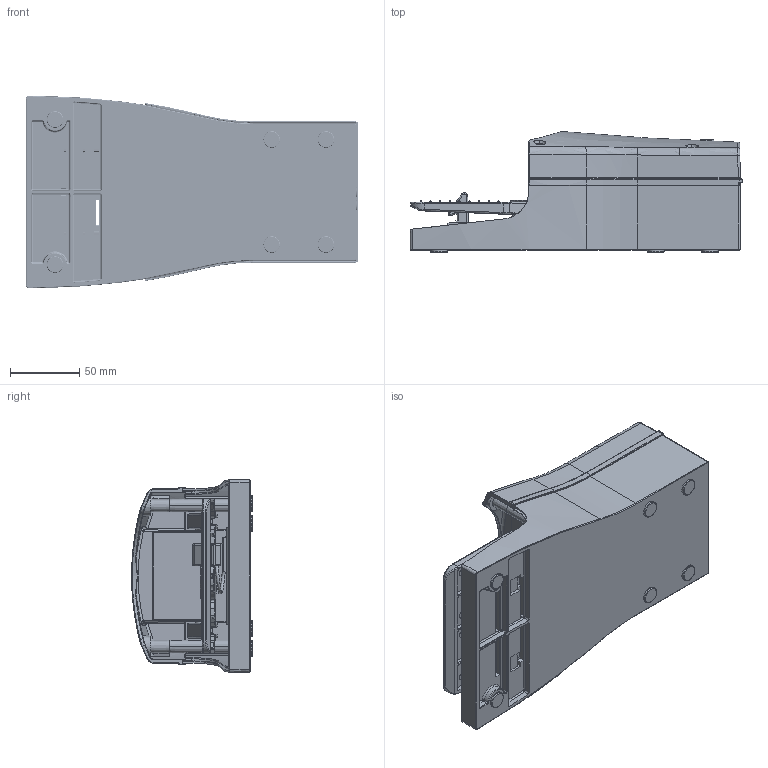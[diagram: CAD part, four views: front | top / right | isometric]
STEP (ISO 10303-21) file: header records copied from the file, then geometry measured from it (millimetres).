
FILE_DESCRIPTION(( 'PED 304 B.STEP' ), '1');
FILE_NAME( 'PED 304 B.STEP', '2019-03-04T12:04:57',( 'Sopra'),('sopra-pneumatic.com'), 'SwSTEP 2.0','SolidWorks 2009','' );
FILE_SCHEMA (( 'AUTOMOTIVE_DESIGN' ));
Length unit declared in the file: millimetre
Products named in the file (1): 8_308_4n
Bounding box: 240.2 x 87.47 x 139.42 mm (x, y, z)
Volume: 490825.4 mm3; surface area: 242041.6 mm2
Topology: 7 solids, 7 shells, 4204 faces, 10433 edges, 6114 vertices
Faces by surface type: cylinder 1463, plane 961, bspline 895, cone 560, torus 188, sphere 137
Entity records: 240408 total; most frequent: CARTESIAN_POINT 103552, ORIENTED_EDGE 20510, DIRECTION 17258, EDGE_CURVE 10255, AXIS2_PLACEMENT_3D 6747, VERTEX_POINT 6114, EDGE_LOOP 4307, UNCERTAINTY_MEASURE_WITH_UNIT 4213
